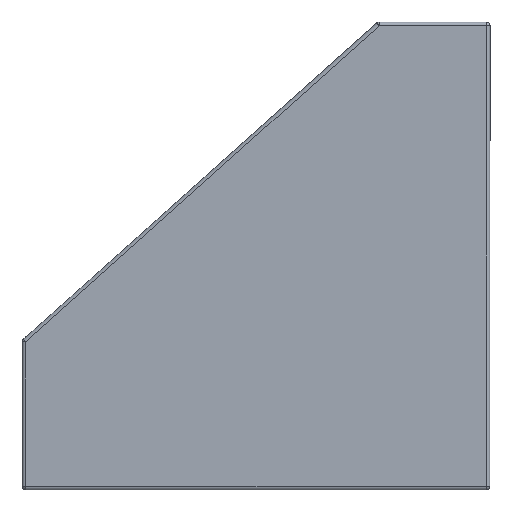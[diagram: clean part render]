
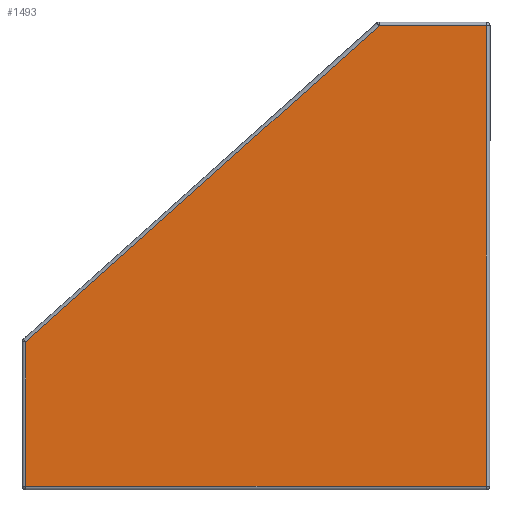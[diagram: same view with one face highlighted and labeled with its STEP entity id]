
A CAD part, front view. The second image highlights one B-rep face of the part: STEP entity #1493.
In plain terms, the highlighted planar face has unit normal (0, -1, 0).
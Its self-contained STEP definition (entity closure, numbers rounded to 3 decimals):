
#60=PLANE($,#1682);
#170=FACE_OUTER_BOUND($,#269,.T.);
#269=EDGE_LOOP($,(#1220,#1221,#1222,#1223,#1224));
#288=LINE($,#2222,#381);
#291=LINE($,#2228,#384);
#313=LINE($,#2323,#406);
#315=LINE($,#2329,#408);
#324=LINE($,#2440,#417);
#381=VECTOR($,#1744,24.6);
#384=VECTOR($,#1751,24.6);
#406=VECTOR($,#1863,5.724);
#408=VECTOR($,#1869,25.329);
#417=VECTOR($,#1934,7.711);
#573=VERTEX_POINT($,#2206);
#575=VERTEX_POINT($,#2215);
#578=VERTEX_POINT($,#2225);
#601=VERTEX_POINT($,#2301);
#608=VERTEX_POINT($,#2327);
#692=EDGE_CURVE($,#575,#573,#288,.T.);
#696=EDGE_CURVE($,#573,#578,#291,.T.);
#744=EDGE_CURVE($,#601,#575,#313,.T.);
#747=EDGE_CURVE($,#608,#601,#315,.T.);
#774=EDGE_CURVE($,#578,#608,#324,.T.);
#1220=ORIENTED_EDGE($,*,*,#692,.F.);
#1221=ORIENTED_EDGE($,*,*,#744,.F.);
#1222=ORIENTED_EDGE($,*,*,#747,.F.);
#1223=ORIENTED_EDGE($,*,*,#774,.F.);
#1224=ORIENTED_EDGE($,*,*,#696,.F.);
#1493=ADVANCED_FACE($,(#170),#60,.F.);
#1682=AXIS2_PLACEMENT_3D($,#2657,#2127,#2128);
#1744=DIRECTION($,(0.,0.,-1.));
#1751=DIRECTION($,(-1.,0.,0.));
#1863=DIRECTION($,(1.,0.,0.));
#1869=DIRECTION($,(0.745,0.,0.667));
#1934=DIRECTION($,(0.,0.,1.));
#2127=DIRECTION('center_axis',(0.,1.,0.));
#2128=DIRECTION('ref_axis',(-1.,0.,0.));
#2206=CARTESIAN_POINT('',(-0.2,-10.,0.2));
#2215=CARTESIAN_POINT('',(-0.2,-10.,24.8));
#2222=CARTESIAN_POINT($,(-0.2,-10.,24.8));
#2225=CARTESIAN_POINT('',(-24.8,-10.,0.2));
#2228=CARTESIAN_POINT($,(-0.2,-10.,0.2));
#2301=CARTESIAN_POINT('',(-5.924,-10.,24.8));
#2323=CARTESIAN_POINT($,(-5.924,-10.,24.8));
#2327=CARTESIAN_POINT('',(-24.8,-10.,7.911));
#2329=CARTESIAN_POINT($,(-24.8,-10.,7.911));
#2440=CARTESIAN_POINT($,(-24.8,-10.,0.2));
#2657=CARTESIAN_POINT('Origin',(-10.343,-10.,10.226));
